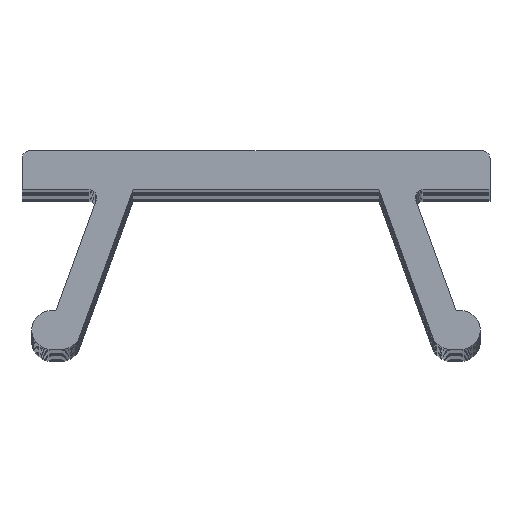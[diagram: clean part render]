
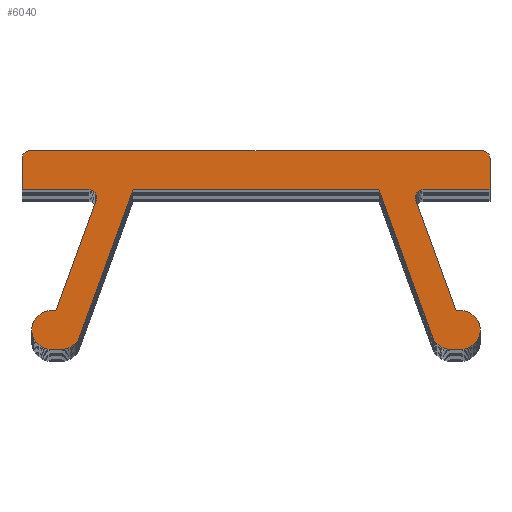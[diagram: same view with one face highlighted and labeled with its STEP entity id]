
A CAD part, top view. The second image highlights one B-rep face of the part: STEP entity #6040.
In plain terms, the highlighted planar face has unit normal (0, 0, 1).
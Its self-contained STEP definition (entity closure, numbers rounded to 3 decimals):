
#785=DIRECTION('',(1.,0.,0.));
#786=VECTOR('',#785,6.3);
#787=CARTESIAN_POINT('',(-3.15,4.1,165.75));
#788=LINE('',#787,#786);
#789=DIRECTION('',(0.342,0.94,0.));
#790=VECTOR('',#789,4.013);
#791=CARTESIAN_POINT('',(-4.523,0.329,165.75));
#792=LINE('',#791,#790);
#793=CARTESIAN_POINT('',(-4.992,0.5,165.75));
#794=DIRECTION('',(0.,0.,1.));
#795=DIRECTION('',(0.,-1.,0.));
#796=AXIS2_PLACEMENT_3D('',#793,#794,#795);
#798=DIRECTION('',(1.,0.,0.));
#799=VECTOR('',#798,0.256);
#800=CARTESIAN_POINT('',(-5.249,0.,165.75));
#801=LINE('',#800,#799);
#802=CARTESIAN_POINT('',(-5.249,0.5,165.75));
#803=DIRECTION('',(0.,0.,1.));
#804=DIRECTION('',(0.,1.,0.));
#805=AXIS2_PLACEMENT_3D('',#802,#803,#804);
#807=DIRECTION('',(-1.,0.,0.));
#808=VECTOR('',#807,0.119);
#809=CARTESIAN_POINT('',(-5.13,1.,165.75));
#810=LINE('',#809,#808);
#811=DIRECTION('',(-0.342,-0.94,0.));
#812=VECTOR('',#811,3.013);
#813=CARTESIAN_POINT('',(-4.099,3.832,165.75));
#814=LINE('',#813,#812);
#815=CARTESIAN_POINT('',(-4.287,3.9,165.75));
#816=DIRECTION('',(0.,0.,-1.));
#817=DIRECTION('',(0.,1.,0.));
#818=AXIS2_PLACEMENT_3D('',#815,#816,#817);
#820=DIRECTION('',(1.,0.,0.));
#821=VECTOR('',#820,1.713);
#822=CARTESIAN_POINT('',(-6.,4.1,165.75));
#823=LINE('',#822,#821);
#824=DIRECTION('',(0.,-1.,0.));
#825=VECTOR('',#824,0.8);
#826=CARTESIAN_POINT('',(-6.,4.9,165.75));
#827=LINE('',#826,#825);
#828=CARTESIAN_POINT('',(-5.8,4.9,165.75));
#829=DIRECTION('',(0.,0.,1.));
#830=DIRECTION('',(0.,1.,0.));
#831=AXIS2_PLACEMENT_3D('',#828,#829,#830);
#833=DIRECTION('',(-1.,0.,0.));
#834=VECTOR('',#833,11.6);
#835=CARTESIAN_POINT('',(5.8,5.1,165.75));
#836=LINE('',#835,#834);
#837=CARTESIAN_POINT('',(5.8,4.9,165.75));
#838=DIRECTION('',(0.,0.,1.));
#839=DIRECTION('',(1.,0.,0.));
#840=AXIS2_PLACEMENT_3D('',#837,#838,#839);
#842=DIRECTION('',(0.,1.,0.));
#843=VECTOR('',#842,0.8);
#844=CARTESIAN_POINT('',(6.,4.1,165.75));
#845=LINE('',#844,#843);
#846=DIRECTION('',(1.,0.,0.));
#847=VECTOR('',#846,1.713);
#848=CARTESIAN_POINT('',(4.287,4.1,165.75));
#849=LINE('',#848,#847);
#850=CARTESIAN_POINT('',(4.287,3.9,165.75));
#851=DIRECTION('',(0.,0.,-1.));
#852=DIRECTION('',(-0.94,-0.342,0.));
#853=AXIS2_PLACEMENT_3D('',#850,#851,#852);
#855=DIRECTION('',(-0.342,0.94,0.));
#856=VECTOR('',#855,3.013);
#857=CARTESIAN_POINT('',(5.13,1.,165.75));
#858=LINE('',#857,#856);
#859=DIRECTION('',(-1.,0.,0.));
#860=VECTOR('',#859,0.119);
#861=CARTESIAN_POINT('',(5.249,1.,165.75));
#862=LINE('',#861,#860);
#863=CARTESIAN_POINT('',(5.249,0.5,165.75));
#864=DIRECTION('',(0.,0.,1.));
#865=DIRECTION('',(0.,-1.,0.));
#866=AXIS2_PLACEMENT_3D('',#863,#864,#865);
#868=DIRECTION('',(1.,0.,0.));
#869=VECTOR('',#868,0.256);
#870=CARTESIAN_POINT('',(4.992,0.,165.75));
#871=LINE('',#870,#869);
#872=CARTESIAN_POINT('',(4.992,0.5,165.75));
#873=DIRECTION('',(0.,0.,1.));
#874=DIRECTION('',(-0.94,-0.342,0.));
#875=AXIS2_PLACEMENT_3D('',#872,#873,#874);
#877=DIRECTION('',(0.342,-0.94,0.));
#878=VECTOR('',#877,4.013);
#879=CARTESIAN_POINT('',(3.15,4.1,165.75));
#880=LINE('',#879,#878);
#4497=CARTESIAN_POINT('',(-3.15,4.1,165.75));
#4498=CARTESIAN_POINT('',(3.15,4.1,165.75));
#4499=VERTEX_POINT('',#4497);
#4500=VERTEX_POINT('',#4498);
#4501=CARTESIAN_POINT('',(4.523,0.329,165.75));
#4502=VERTEX_POINT('',#4501);
#4503=CARTESIAN_POINT('',(4.992,0.,165.75));
#4504=VERTEX_POINT('',#4503);
#4505=CARTESIAN_POINT('',(5.249,0.,165.75));
#4506=VERTEX_POINT('',#4505);
#4507=CARTESIAN_POINT('',(5.249,1.,165.75));
#4508=VERTEX_POINT('',#4507);
#4509=CARTESIAN_POINT('',(5.13,1.,165.75));
#4510=VERTEX_POINT('',#4509);
#4511=CARTESIAN_POINT('',(4.099,3.832,165.75));
#4512=VERTEX_POINT('',#4511);
#4513=CARTESIAN_POINT('',(4.287,4.1,165.75));
#4514=VERTEX_POINT('',#4513);
#4515=CARTESIAN_POINT('',(6.,4.1,165.75));
#4516=VERTEX_POINT('',#4515);
#4517=CARTESIAN_POINT('',(6.,4.9,165.75));
#4518=VERTEX_POINT('',#4517);
#4519=CARTESIAN_POINT('',(5.8,5.1,165.75));
#4520=VERTEX_POINT('',#4519);
#4521=CARTESIAN_POINT('',(-5.8,5.1,165.75));
#4522=VERTEX_POINT('',#4521);
#4523=CARTESIAN_POINT('',(-6.,4.9,165.75));
#4524=VERTEX_POINT('',#4523);
#4525=CARTESIAN_POINT('',(-6.,4.1,165.75));
#4526=VERTEX_POINT('',#4525);
#4527=CARTESIAN_POINT('',(-4.287,4.1,165.75));
#4528=VERTEX_POINT('',#4527);
#4529=CARTESIAN_POINT('',(-4.099,3.832,165.75));
#4530=VERTEX_POINT('',#4529);
#4531=CARTESIAN_POINT('',(-5.13,1.,165.75));
#4532=VERTEX_POINT('',#4531);
#4533=CARTESIAN_POINT('',(-5.249,1.,165.75));
#4534=VERTEX_POINT('',#4533);
#4535=CARTESIAN_POINT('',(-5.249,0.,165.75));
#4536=VERTEX_POINT('',#4535);
#4537=CARTESIAN_POINT('',(-4.992,0.,165.75));
#4538=VERTEX_POINT('',#4537);
#4539=CARTESIAN_POINT('',(-4.523,0.329,165.75));
#4540=VERTEX_POINT('',#4539);
#6001=CARTESIAN_POINT('',(0.,0.,165.75));
#6002=DIRECTION('',(0.,0.,1.));
#6003=DIRECTION('',(1.,0.,0.));
#6004=AXIS2_PLACEMENT_3D('',#6001,#6002,#6003);
#6005=PLANE('',#6004);
#6006=ORIENTED_EDGE('',*,*,#5855,.F.);
#6007=ORIENTED_EDGE('',*,*,#5870,.F.);
#6008=ORIENTED_EDGE('',*,*,#5884,.F.);
#6009=ORIENTED_EDGE('',*,*,#5898,.F.);
#6010=ORIENTED_EDGE('',*,*,#5912,.F.);
#6011=ORIENTED_EDGE('',*,*,#5926,.F.);
#6012=ORIENTED_EDGE('',*,*,#5940,.F.);
#6013=ORIENTED_EDGE('',*,*,#5954,.F.);
#6014=ORIENTED_EDGE('',*,*,#5968,.F.);
#6015=ORIENTED_EDGE('',*,*,#5982,.F.);
#6016=ORIENTED_EDGE('',*,*,#5995,.F.);
#6017=ORIENTED_EDGE('',*,*,#5344,.F.);
#6019=ORIENTED_EDGE('',*,*,#6018,.F.);
#6021=ORIENTED_EDGE('',*,*,#6020,.F.);
#6023=ORIENTED_EDGE('',*,*,#6022,.F.);
#6025=ORIENTED_EDGE('',*,*,#6024,.F.);
#6027=ORIENTED_EDGE('',*,*,#6026,.F.);
#6029=ORIENTED_EDGE('',*,*,#6028,.F.);
#6031=ORIENTED_EDGE('',*,*,#6030,.F.);
#6033=ORIENTED_EDGE('',*,*,#6032,.F.);
#6035=ORIENTED_EDGE('',*,*,#6034,.F.);
#6037=ORIENTED_EDGE('',*,*,#6036,.F.);
#6038=EDGE_LOOP('',(#6006,#6007,#6008,#6009,#6010,#6011,#6012,#6013,#6014,#6015,
#6016,#6017,#6019,#6021,#6023,#6025,#6027,#6029,#6031,#6033,#6035,#6037));
#6039=FACE_OUTER_BOUND('',#6038,.F.);
#6040=ADVANCED_FACE('',(#6039),#6005,.T.);
#797=CIRCLE('',#796,0.5);
#806=CIRCLE('',#805,0.5);
#819=CIRCLE('',#818,0.2);
#832=CIRCLE('',#831,0.2);
#841=CIRCLE('',#840,0.2);
#854=CIRCLE('',#853,0.2);
#867=CIRCLE('',#866,0.5);
#876=CIRCLE('',#875,0.5);
#5344=EDGE_CURVE('',#4520,#4522,#836,.T.);
#5855=EDGE_CURVE('',#4499,#4500,#788,.T.);
#5870=EDGE_CURVE('',#4540,#4499,#792,.T.);
#5884=EDGE_CURVE('',#4538,#4540,#797,.T.);
#5898=EDGE_CURVE('',#4536,#4538,#801,.T.);
#5912=EDGE_CURVE('',#4534,#4536,#806,.T.);
#5926=EDGE_CURVE('',#4532,#4534,#810,.T.);
#5940=EDGE_CURVE('',#4530,#4532,#814,.T.);
#5954=EDGE_CURVE('',#4528,#4530,#819,.T.);
#5968=EDGE_CURVE('',#4526,#4528,#823,.T.);
#5982=EDGE_CURVE('',#4524,#4526,#827,.T.);
#5995=EDGE_CURVE('',#4522,#4524,#832,.T.);
#6018=EDGE_CURVE('',#4518,#4520,#841,.T.);
#6020=EDGE_CURVE('',#4516,#4518,#845,.T.);
#6022=EDGE_CURVE('',#4514,#4516,#849,.T.);
#6024=EDGE_CURVE('',#4512,#4514,#854,.T.);
#6026=EDGE_CURVE('',#4510,#4512,#858,.T.);
#6028=EDGE_CURVE('',#4508,#4510,#862,.T.);
#6030=EDGE_CURVE('',#4506,#4508,#867,.T.);
#6032=EDGE_CURVE('',#4504,#4506,#871,.T.);
#6034=EDGE_CURVE('',#4502,#4504,#876,.T.);
#6036=EDGE_CURVE('',#4500,#4502,#880,.T.);
